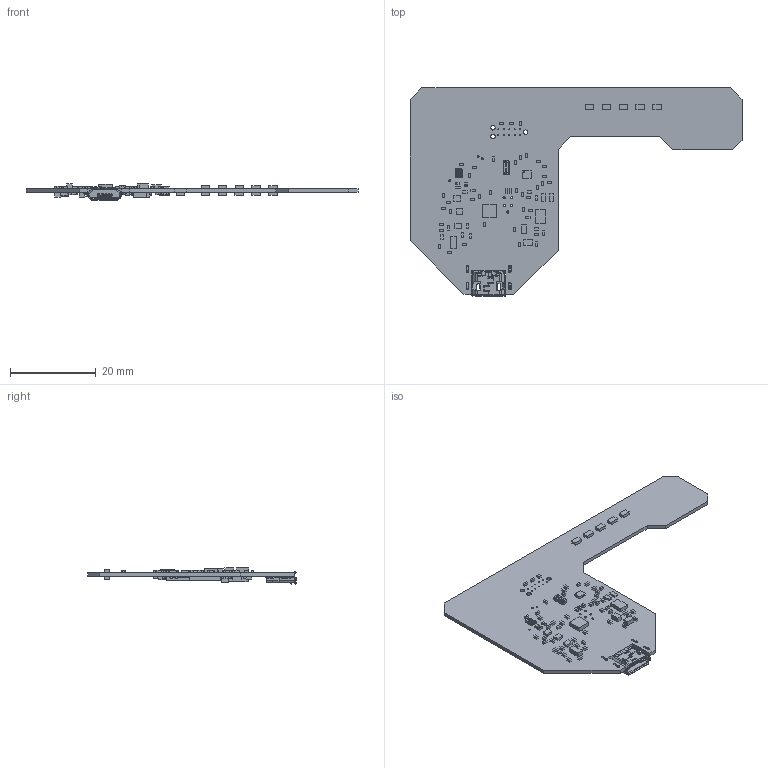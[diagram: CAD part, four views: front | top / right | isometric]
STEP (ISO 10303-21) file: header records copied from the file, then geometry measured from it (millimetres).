
FILE_DESCRIPTION(('Open CASCADE Model'),'2;1');
FILE_NAME('Open CASCADE Shape Model','2018-01-09T14:06:22',('Author'),( 'Open CASCADE'),'Open CASCADE STEP processor 6.8','Open CASCADE 6.8' ,'Unknown');
FILE_SCHEMA(('AUTOMOTIVE_DESIGN { 1 0 10303 214 1 1 1 1 }'));
Length unit declared in the file: millimetre
Products named in the file (188): PCB; Board; CN1; 476420001; Open CASCADE STEP translator 6.8 1.2.1.1; Open CASCADE STEP translator 6.8 1.2.1.2; D4x; 953746680; Extruded; D3x; U13; 861466752; Open_CASCADE_STEP_translator_6.8_1.1; Body; Open_CASCADE_STEP_translator_6.8_1.2.1; ball; U13X; 953746816; C2; 799559536; C3; 799571504; C13; C4; C20; C21; C16; C22; C23; C9; C10; C11; C25; C8; C6; C12; C14; C17; C18; C19 ...
Assembly tree (316 placements, depth 5):
  PCB
    Board
    CN1
      476420001
        Open CASCADE STEP translator 6.8 1.2.1.1
        Open CASCADE STEP translator 6.8 1.2.1.2
    D4x
      953746680
        Extruded
    D3x
      953746680
        Extruded
    U13
      861466752
        Open_CASCADE_STEP_translator_6.8_1.1
        Body
          Open_CASCADE_STEP_translator_6.8_1.2.1
        ball  x20
    U13X
      953746816
        Extruded
    C2
      799559536
        Extruded
    C3
      799571504
        Extruded
    C13
      799559536
        Extruded
    C4
      799571504
        Extruded
    C20
      799571504
        Extruded
    C21
      799559536
        Extruded
    C16
      799571504
        Extruded
    C22
      799559536
        Extruded
    C23
      799571504
        Extruded
    C9
      799559536
        Extruded
    C10
      799559536
        Extruded
    C11
      799571504
        Extruded
    C25
      799559536
        Extruded
Bounding box: 77.47 x 48.69 x 3.82 mm (x, y, z)
Volume: 2005 mm3; surface area: 5509.3 mm2
Topology: 175 solids, 177 shells, 2625 faces, 6589 edges, 4324 vertices
Faces by surface type: plane 1789, cylinder 465, bspline 299, sphere 48, torus 24
Full cylindrical faces by diameter (mm): 0.254 x10, 0.255 x1, 0.381 x3, 0.388 x1, 0.508 x5, 1.041 x3
Entity records: 66387 total; most frequent: CARTESIAN_POINT 17532, ORIENTED_EDGE 8354, DIRECTION 8202, EDGE_CURVE 4178, LINE 3140, VECTOR 3140, VERTEX_POINT 2723, AXIS2_PLACEMENT_3D 2531
